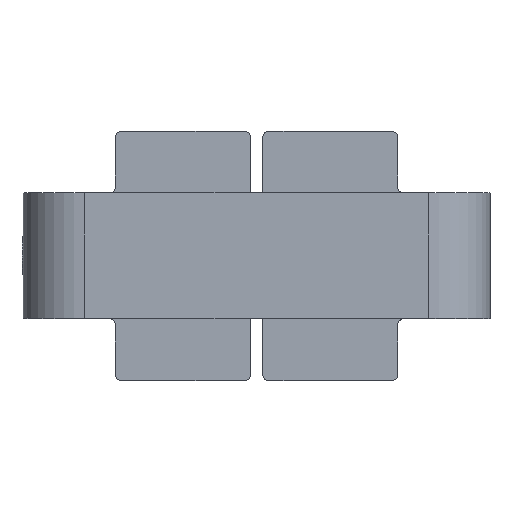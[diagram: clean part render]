
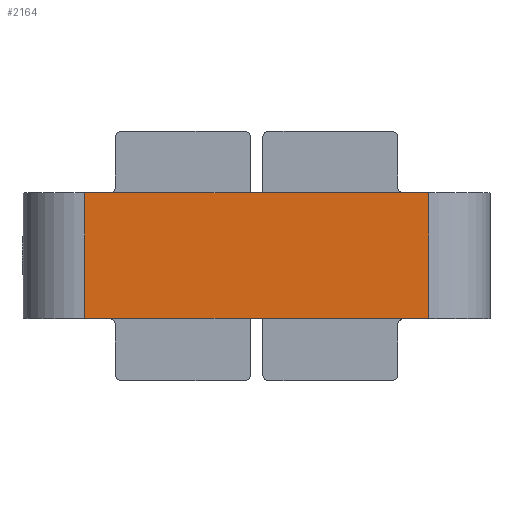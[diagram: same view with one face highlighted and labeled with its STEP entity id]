
A CAD part, top view. The second image highlights one B-rep face of the part: STEP entity #2164.
In plain terms, the highlighted planar face has unit normal (0, 0, 1).
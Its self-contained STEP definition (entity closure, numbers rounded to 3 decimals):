
#1014 = AXIS2_PLACEMENT_3D ( 'NONE', #2951, #4736, #5975 ) ;
#1085 = DIRECTION ( 'NONE',  ( -1., 0., 0. ) ) ;
#1367 = VERTEX_POINT ( 'NONE', #2231 ) ;
#1793 = LINE ( 'NONE', #8725, #5390 ) ;
#1915 = VECTOR ( 'NONE', #12548, 1000. ) ;
#1972 = VERTEX_POINT ( 'NONE', #2122 ) ;
#2122 = CARTESIAN_POINT ( 'NONE',  ( 1.4, -0.51, 1.15 ) ) ;
#2150 = EDGE_CURVE ( 'NONE', #1972, #1367, #1793, .T. ) ;
#2164 = ADVANCED_FACE ( 'NONE', ( #7884 ), #11948, .F. ) ;
#2231 = CARTESIAN_POINT ( 'NONE',  ( -1.4, -0.51, 1.15 ) ) ;
#2894 = CARTESIAN_POINT ( 'NONE',  ( -1.4, 0.51, 1.15 ) ) ;
#2951 = CARTESIAN_POINT ( 'NONE',  ( -1.4, -0.51, 1.15 ) ) ;
#3787 = ORIENTED_EDGE ( 'NONE', *, *, #2150, .F. ) ;
#4736 = DIRECTION ( 'NONE',  ( 0., 0., -1. ) ) ;
#4933 = CARTESIAN_POINT ( 'NONE',  ( -1.4, 0.51, 1.15 ) ) ;
#5390 = VECTOR ( 'NONE', #6718, 1000. ) ;
#5776 = LINE ( 'NONE', #4933, #6122 ) ;
#5975 = DIRECTION ( 'NONE',  ( 1., 0., 0. ) ) ;
#6045 = LINE ( 'NONE', #8866, #6966 ) ;
#6122 = VECTOR ( 'NONE', #1085, 1000. ) ;
#6718 = DIRECTION ( 'NONE',  ( -1., 0., 0. ) ) ;
#6966 = VECTOR ( 'NONE', #7828, 1000. ) ;
#7005 = ORIENTED_EDGE ( 'NONE', *, *, #10875, .F. ) ;
#7348 = LINE ( 'NONE', #7479, #1915 ) ;
#7479 = CARTESIAN_POINT ( 'NONE',  ( 1.4, -0.51, 1.15 ) ) ;
#7828 = DIRECTION ( 'NONE',  ( 0., 1., 0. ) ) ;
#7884 = FACE_OUTER_BOUND ( 'NONE', #10962, .T. ) ;
#7897 = ORIENTED_EDGE ( 'NONE', *, *, #10965, .T. ) ;
#8136 = VERTEX_POINT ( 'NONE', #8416 ) ;
#8416 = CARTESIAN_POINT ( 'NONE',  ( 1.4, 0.51, 1.15 ) ) ;
#8625 = ORIENTED_EDGE ( 'NONE', *, *, #10043, .T. ) ;
#8725 = CARTESIAN_POINT ( 'NONE',  ( -1.4, -0.51, 1.15 ) ) ;
#8866 = CARTESIAN_POINT ( 'NONE',  ( -1.4, -0.51, 1.15 ) ) ;
#10043 = EDGE_CURVE ( 'NONE', #1972, #8136, #7348, .T. ) ;
#10875 = EDGE_CURVE ( 'NONE', #1367, #10879, #6045, .T. ) ;
#10879 = VERTEX_POINT ( 'NONE', #2894 ) ;
#10962 = EDGE_LOOP ( 'NONE', ( #7897, #7005, #3787, #8625 ) ) ;
#10965 = EDGE_CURVE ( 'NONE', #8136, #10879, #5776, .T. ) ;
#11948 = PLANE ( 'NONE',  #1014 ) ;
#12548 = DIRECTION ( 'NONE',  ( 0., 1., 0. ) ) ;
